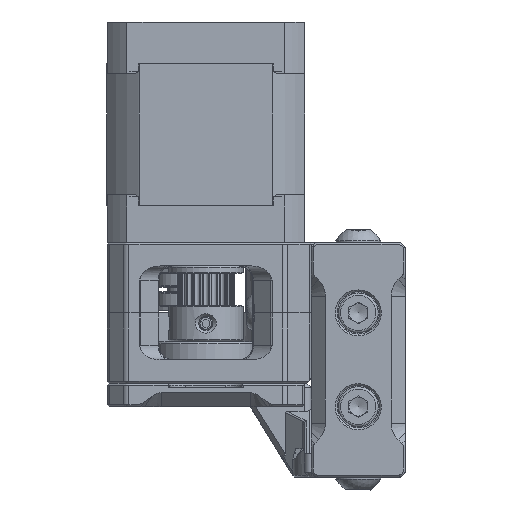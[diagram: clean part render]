
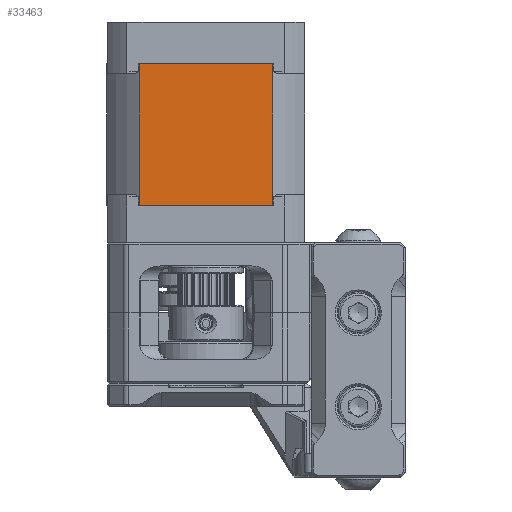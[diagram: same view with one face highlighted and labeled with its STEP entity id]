
A CAD part, front view. The second image highlights one B-rep face of the part: STEP entity #33463.
In plain terms, the highlighted planar face has unit normal (0, -1, 0).
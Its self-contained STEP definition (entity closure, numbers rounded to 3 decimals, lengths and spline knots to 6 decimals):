
#3673=LINE('',#60542,#6058);
#3679=LINE('',#60568,#6064);
#3691=LINE('',#60607,#6076);
#3693=LINE('',#60611,#6078);
#3695=LINE('',#60617,#6080);
#3759=LINE('',#60830,#6144);
#3760=LINE('',#60836,#6145);
#3761=LINE('',#60840,#6146);
#3763=LINE('',#60847,#6148);
#3765=LINE('',#60852,#6150);
#3766=LINE('',#60854,#6151);
#3770=LINE('',#60915,#6155);
#6058=VECTOR('',#45763,1.);
#6064=VECTOR('',#45791,1.);
#6076=VECTOR('',#45831,1.);
#6078=VECTOR('',#45835,1.);
#6080=VECTOR('',#45841,1.);
#6144=VECTOR('',#46061,1.);
#6145=VECTOR('',#46068,1.);
#6146=VECTOR('',#46073,1.);
#6148=VECTOR('',#46079,1.);
#6150=VECTOR('',#46085,1.);
#6151=VECTOR('',#46088,1.);
#6155=VECTOR('',#46172,1.);
#13256=ORIENTED_EDGE('',*,*,#19251,.T.);
#13257=ORIENTED_EDGE('',*,*,#19253,.T.);
#13258=ORIENTED_EDGE('',*,*,#19260,.T.);
#13259=ORIENTED_EDGE('',*,*,#19248,.T.);
#13260=ORIENTED_EDGE('',*,*,#19259,.T.);
#13261=ORIENTED_EDGE('',*,*,#19256,.T.);
#13262=ORIENTED_EDGE('',*,*,#19282,.T.);
#13263=ORIENTED_EDGE('',*,*,#19144,.T.);
#13264=ORIENTED_EDGE('',*,*,#19141,.F.);
#13265=ORIENTED_EDGE('',*,*,#19119,.F.);
#13266=ORIENTED_EDGE('',*,*,#19106,.F.);
#13267=ORIENTED_EDGE('',*,*,#19139,.T.);
#19106=EDGE_CURVE('',#22724,#22725,#3673,.T.);
#19119=EDGE_CURVE('',#22725,#22734,#3679,.T.);
#19139=EDGE_CURVE('',#22724,#22746,#3691,.T.);
#19141=EDGE_CURVE('',#22734,#22748,#3693,.T.);
#19144=EDGE_CURVE('',#22750,#22748,#3695,.T.);
#19248=EDGE_CURVE('',#22821,#22820,#3759,.T.);
#19251=EDGE_CURVE('',#22746,#22822,#3760,.T.);
#19253=EDGE_CURVE('',#22822,#22823,#3761,.T.);
#19256=EDGE_CURVE('',#22827,#22826,#3763,.T.);
#19259=EDGE_CURVE('',#22820,#22827,#3765,.T.);
#19260=EDGE_CURVE('',#22823,#22821,#3766,.T.);
#19282=EDGE_CURVE('',#22826,#22750,#3770,.T.);
#22724=VERTEX_POINT('',#60541);
#22725=VERTEX_POINT('',#60543);
#22734=VERTEX_POINT('',#60569);
#22746=VERTEX_POINT('',#60606);
#22748=VERTEX_POINT('',#60612);
#22750=VERTEX_POINT('',#60618);
#22820=VERTEX_POINT('',#60829);
#22821=VERTEX_POINT('',#60831);
#22822=VERTEX_POINT('',#60835);
#22823=VERTEX_POINT('',#60839);
#22826=VERTEX_POINT('',#60846);
#22827=VERTEX_POINT('',#60848);
#27280=EDGE_LOOP('',(#13256,#13257,#13258,#13259,#13260,#13261,#13262,#13263,
#13264,#13265,#13266,#13267));
#30053=FACE_BOUND('',#27280,.T.);
#31709=PLANE('',#37984);
#33463=ADVANCED_FACE('',(#30053),#31709,.T.);
#37984=AXIS2_PLACEMENT_3D('',#60914,#46170,#46171);
#45763=DIRECTION('',(-1.,0.,0.));
#45791=DIRECTION('',(0.,0.,1.));
#45831=DIRECTION('',(0.,0.,-1.));
#45835=DIRECTION('',(1.,0.,0.));
#45841=DIRECTION('',(0.,0.,-1.));
#46061=DIRECTION('',(0.,0.,1.));
#46068=DIRECTION('',(1.,0.,0.));
#46073=DIRECTION('',(0.,0.,1.));
#46079=DIRECTION('',(0.,0.,1.));
#46085=DIRECTION('',(-1.,0.,0.));
#46088=DIRECTION('',(1.,0.,0.));
#46170=DIRECTION('',(0.,-1.,0.));
#46171=DIRECTION('',(0.,0.,1.));
#46172=DIRECTION('',(-1.,0.,0.));
#60541=CARTESIAN_POINT('',(0.152594,-0.2276,0.0229));
#60542=CARTESIAN_POINT('',(0.175478,-0.2276,0.0229));
#60543=CARTESIAN_POINT('',(0.14687,-0.2276,0.0229));
#60568=CARTESIAN_POINT('',(0.14687,-0.2276,0.0229));
#60569=CARTESIAN_POINT('',(0.14687,-0.2276,0.0531));
#60606=CARTESIAN_POINT('',(0.152594,-0.2276,0.0228));
#60607=CARTESIAN_POINT('',(0.152594,-0.2276,0.0229));
#60611=CARTESIAN_POINT('',(0.169605,-0.2276,0.0531));
#60612=CARTESIAN_POINT('',(0.152594,-0.2276,0.0531));
#60617=CARTESIAN_POINT('',(0.152594,-0.2276,0.0229));
#60618=CARTESIAN_POINT('',(0.152594,-0.2276,0.0532));
#60829=CARTESIAN_POINT('',(0.17533,-0.2276,0.0531));
#60830=CARTESIAN_POINT('',(0.17533,-0.2276,0.0229));
#60831=CARTESIAN_POINT('',(0.17533,-0.2276,0.0229));
#60835=CARTESIAN_POINT('',(0.169606,-0.2276,0.0228));
#60836=CARTESIAN_POINT('',(0.152594,-0.2276,0.0228));
#60839=CARTESIAN_POINT('',(0.169606,-0.2276,0.0229));
#60840=CARTESIAN_POINT('',(0.169606,-0.2276,0.0228));
#60846=CARTESIAN_POINT('',(0.169606,-0.2276,0.0532));
#60847=CARTESIAN_POINT('',(0.169606,-0.2276,0.0229));
#60848=CARTESIAN_POINT('',(0.169606,-0.2276,0.0531));
#60852=CARTESIAN_POINT('',(0.17533,-0.2276,0.0531));
#60854=CARTESIAN_POINT('',(0.169606,-0.2276,0.0229));
#60914=CARTESIAN_POINT('',(0.175331,-0.2276,0.022799));
#60915=CARTESIAN_POINT('',(0.169606,-0.2276,0.0532));
